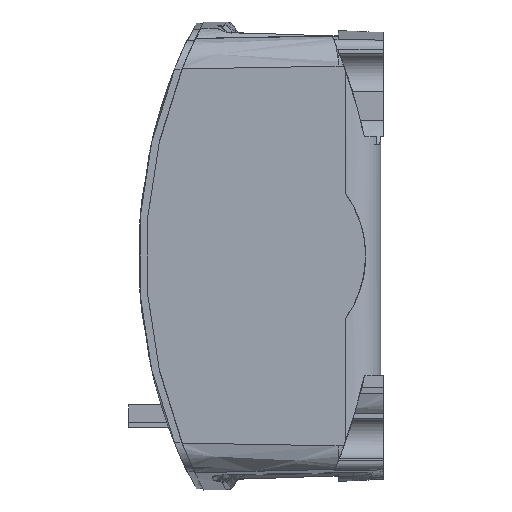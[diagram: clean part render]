
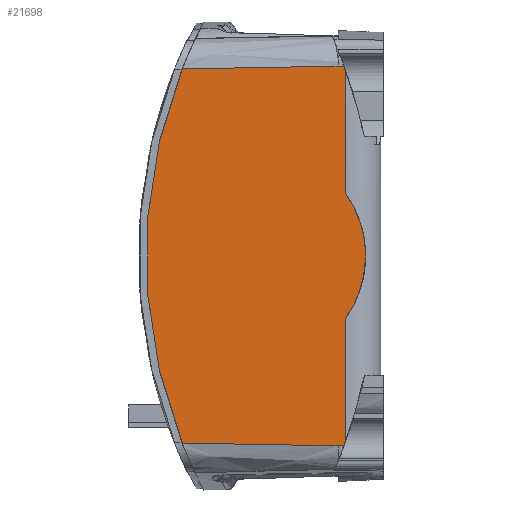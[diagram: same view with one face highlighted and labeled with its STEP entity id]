
A CAD part, left-side view. The second image highlights one B-rep face of the part: STEP entity #21698.
In plain terms, the highlighted planar face has unit normal (-1, 0, 0).
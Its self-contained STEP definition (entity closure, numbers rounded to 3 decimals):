
#46=DIRECTION('',(0.,0.,-1.));
#47=VECTOR('',#46,24.288);
#48=CARTESIAN_POINT('',(-88.,6.,36.616));
#49=LINE('',#48,#47);
#54=CARTESIAN_POINT('',(-88.,23.,0.));
#55=DIRECTION('',(-1.,0.,0.));
#56=DIRECTION('',(0.,-0.81,-0.587));
#57=AXIS2_PLACEMENT_3D('',#54,#55,#56);
#62=DIRECTION('',(0.,0.,-1.));
#63=VECTOR('',#62,24.289);
#64=CARTESIAN_POINT('',(-88.,6.,-12.329));
#65=LINE('',#64,#63);
#69=CARTESIAN_POINT('',(-88.,6.357,-37.611));
#70=CARTESIAN_POINT('',(-88.,6.296,-37.446));
#71=CARTESIAN_POINT('',(-88.,6.177,-37.115));
#72=CARTESIAN_POINT('',(-88.,6.059,-36.783));
#73=CARTESIAN_POINT('',(-88.,6.,-36.617));
#78=CARTESIAN_POINT('',(-88.,38.375,-37.07));
#79=CARTESIAN_POINT('',(-88.,33.229,-37.16));
#80=CARTESIAN_POINT('',(-88.,22.936,-37.341));
#81=CARTESIAN_POINT('',(-88.,12.645,-37.521));
#82=CARTESIAN_POINT('',(-88.,7.5,-37.611));
#87=CARTESIAN_POINT('',(-88.,-54.5,0.));
#88=DIRECTION('',(1.,0.,0.));
#89=DIRECTION('',(0.,0.929,-0.371));
#90=AXIS2_PLACEMENT_3D('',#87,#88,#89);
#95=CARTESIAN_POINT('',(-88.,7.5,37.611));
#96=CARTESIAN_POINT('',(-88.,12.645,37.521));
#97=CARTESIAN_POINT('',(-88.,22.936,37.341));
#98=CARTESIAN_POINT('',(-88.,33.229,37.16));
#99=CARTESIAN_POINT('',(-88.,38.375,37.07));
#104=DIRECTION('',(0.,-1.,0.));
#105=VECTOR('',#104,1.143);
#106=CARTESIAN_POINT('',(-88.,7.5,37.611));
#107=LINE('',#106,#105);
#111=CARTESIAN_POINT('',(-88.,6.,36.616));
#112=CARTESIAN_POINT('',(-88.,6.059,36.783));
#113=CARTESIAN_POINT('',(-88.,6.177,37.114));
#114=CARTESIAN_POINT('',(-88.,6.297,37.446));
#115=CARTESIAN_POINT('',(-88.,6.357,37.611));
#169=CARTESIAN_POINT('',(-88.,6.,-36.617));
#231=CARTESIAN_POINT('',(-88.,6.,36.616));
#17476=CARTESIAN_POINT('',(-88.,6.357,-37.611));
#17481=DIRECTION('',(0.,-1.,0.));
#17482=VECTOR('',#17481,1.143);
#17483=CARTESIAN_POINT('',(-88.,7.5,-37.611));
#17484=LINE('',#17483,#17482);
#17541=CARTESIAN_POINT('',(-88.,6.357,37.611));
#19640=CARTESIAN_POINT('',(-88.,38.375,-37.07));
#19641=CARTESIAN_POINT('',(-88.,38.375,37.07));
#19642=VERTEX_POINT('',#19640);
#19643=VERTEX_POINT('',#19641);
#20403=CARTESIAN_POINT('',(-88.,6.,-12.329));
#20404=CARTESIAN_POINT('',(-88.,6.,12.329));
#20405=VERTEX_POINT('',#20403);
#20406=VERTEX_POINT('',#20404);
#20801=VERTEX_POINT('',#95);
#20802=VERTEX_POINT('',#82);
#20809=VERTEX_POINT('',#17541);
#20812=VERTEX_POINT('',#17476);
#20826=VERTEX_POINT('',#169);
#20827=VERTEX_POINT('',#231);
#21671=CARTESIAN_POINT('',(-88.,7.5,-43.12));
#21672=DIRECTION('',(-1.,0.,0.));
#21673=DIRECTION('',(0.,0.,1.));
#21674=AXIS2_PLACEMENT_3D('',#21671,#21672,#21673);
#21675=PLANE('',#21674);
#21677=ORIENTED_EDGE('',*,*,#21676,.T.);
#21679=ORIENTED_EDGE('',*,*,#21678,.F.);
#21681=ORIENTED_EDGE('',*,*,#21680,.T.);
#21683=ORIENTED_EDGE('',*,*,#21682,.F.);
#21685=ORIENTED_EDGE('',*,*,#21684,.F.);
#21687=ORIENTED_EDGE('',*,*,#21686,.F.);
#21689=ORIENTED_EDGE('',*,*,#21688,.T.);
#21691=ORIENTED_EDGE('',*,*,#21690,.F.);
#21693=ORIENTED_EDGE('',*,*,#21692,.T.);
#21695=ORIENTED_EDGE('',*,*,#21694,.F.);
#21696=EDGE_LOOP('',(#21677,#21679,#21681,#21683,#21685,#21687,#21689,#21691,
#21693,#21695));
#21697=FACE_OUTER_BOUND('',#21696,.F.);
#21698=ADVANCED_FACE('',(#21697),#21675,.T.);
#58=CIRCLE('',#57,21.);
#74=B_SPLINE_CURVE_WITH_KNOTS('',3,(#69,#70,#71,#72,#73),.UNSPECIFIED.,.F.,.F.,(
4,1,4),(0.,0.5,1.),.UNSPECIFIED.);
#83=B_SPLINE_CURVE_WITH_KNOTS('',3,(#78,#79,#80,#81,#82),.UNSPECIFIED.,.F.,.F.,(
4,1,4),(0.,0.5,1.),.UNSPECIFIED.);
#91=CIRCLE('',#90,100.);
#100=B_SPLINE_CURVE_WITH_KNOTS('',3,(#95,#96,#97,#98,#99),.UNSPECIFIED.,.F.,.F.,
(4,1,4),(0.,0.5,1.),.UNSPECIFIED.);
#116=B_SPLINE_CURVE_WITH_KNOTS('',3,(#111,#112,#113,#114,#115),.UNSPECIFIED.,
.F.,.F.,(4,1,4),(0.,0.5,1.),.UNSPECIFIED.);
#21676=EDGE_CURVE('',#20827,#20406,#49,.T.);
#21678=EDGE_CURVE('',#20405,#20406,#58,.T.);
#21680=EDGE_CURVE('',#20405,#20826,#65,.T.);
#21682=EDGE_CURVE('',#20812,#20826,#74,.T.);
#21684=EDGE_CURVE('',#20802,#20812,#17484,.T.);
#21686=EDGE_CURVE('',#19642,#20802,#83,.T.);
#21688=EDGE_CURVE('',#19642,#19643,#91,.T.);
#21690=EDGE_CURVE('',#20801,#19643,#100,.T.);
#21692=EDGE_CURVE('',#20801,#20809,#107,.T.);
#21694=EDGE_CURVE('',#20827,#20809,#116,.T.);
